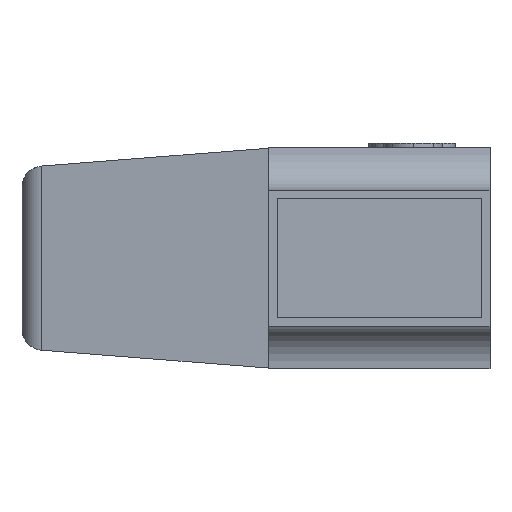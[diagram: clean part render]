
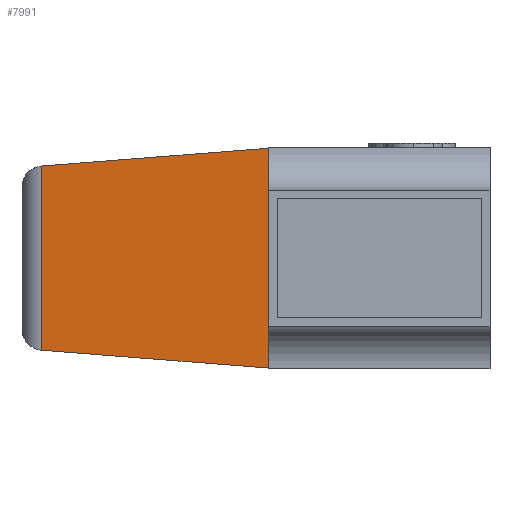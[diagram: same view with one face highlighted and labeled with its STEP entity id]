
A CAD part, left-side view. The second image highlights one B-rep face of the part: STEP entity #7991.
In plain terms, the highlighted planar face has unit normal (-0.997, 0.079, 0).
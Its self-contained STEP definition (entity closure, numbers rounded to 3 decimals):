
#8 = VECTOR ( 'NONE', #8785, 1000. ) ;
#732 = CARTESIAN_POINT ( 'NONE',  ( -0.656, 0.794, -0.216 ) ) ;
#777 = EDGE_CURVE ( 'NONE', #6760, #9567, #4210, .T. ) ;
#1132 = LINE ( 'NONE', #7032, #3673 ) ;
#1538 = EDGE_CURVE ( 'NONE', #9567, #11078, #1132, .T. ) ;
#1873 = ORIENTED_EDGE ( 'NONE', *, *, #1538, .T. ) ;
#1944 = AXIS2_PLACEMENT_3D ( 'NONE', #4897, #7001, #8920 ) ;
#2066 = DIRECTION ( 'NONE',  ( 0., 0., 1. ) ) ;
#2476 = CARTESIAN_POINT ( 'NONE',  ( -0.697, 0.28, -0.257 ) ) ;
#2635 = CARTESIAN_POINT ( 'NONE',  ( -0.7, 0.24, 0.26 ) ) ;
#2892 = FACE_OUTER_BOUND ( 'NONE', #9661, .T. ) ;
#3551 = LINE ( 'NONE', #5481, #8073 ) ;
#3656 = VECTOR ( 'NONE', #5309, 1000. ) ;
#3673 = VECTOR ( 'NONE', #2066, 1000. ) ;
#3683 = DIRECTION ( 'NONE',  ( 0., 0., -1. ) ) ;
#4210 = LINE ( 'NONE', #2476, #3656 ) ;
#4656 = ORIENTED_EDGE ( 'NONE', *, *, #12252, .F. ) ;
#4897 = CARTESIAN_POINT ( 'NONE',  ( -0.7, 0.24, 0.26 ) ) ;
#5309 = DIRECTION ( 'NONE',  ( -0.078, -0.994, -0.078 ) ) ;
#5481 = CARTESIAN_POINT ( 'NONE',  ( -0.656, 0.794, -0.213 ) ) ;
#6352 = CARTESIAN_POINT ( 'NONE',  ( -0.656, 0.794, 0.216 ) ) ;
#6734 = ORIENTED_EDGE ( 'NONE', *, *, #8554, .T. ) ;
#6760 = VERTEX_POINT ( 'NONE', #732 ) ;
#6987 = CARTESIAN_POINT ( 'NONE',  ( -0.691, 0.349, 0.251 ) ) ;
#7001 = DIRECTION ( 'NONE',  ( -0.997, 0.078, 0. ) ) ;
#7032 = CARTESIAN_POINT ( 'NONE',  ( -0.7, 0.24, 0.26 ) ) ;
#7045 = ORIENTED_EDGE ( 'NONE', *, *, #777, .T. ) ;
#7093 = VERTEX_POINT ( 'NONE', #6352 ) ;
#7991 = ADVANCED_FACE ( 'NONE', ( #2892 ), #9897, .T. ) ;
#8073 = VECTOR ( 'NONE', #3683, 1000. ) ;
#8554 = EDGE_CURVE ( 'NONE', #7093, #6760, #3551, .T. ) ;
#8785 = DIRECTION ( 'NONE',  ( -0.078, -0.994, 0.078 ) ) ;
#8900 = LINE ( 'NONE', #6987, #8 ) ;
#8920 = DIRECTION ( 'NONE',  ( -0.078, -0.997, 0. ) ) ;
#9567 = VERTEX_POINT ( 'NONE', #10406 ) ;
#9661 = EDGE_LOOP ( 'NONE', ( #4656, #6734, #7045, #1873 ) ) ;
#9897 = PLANE ( 'NONE',  #1944 ) ;
#10406 = CARTESIAN_POINT ( 'NONE',  ( -0.7, 0.24, -0.26 ) ) ;
#11078 = VERTEX_POINT ( 'NONE', #2635 ) ;
#12252 = EDGE_CURVE ( 'NONE', #7093, #11078, #8900, .T. ) ;
